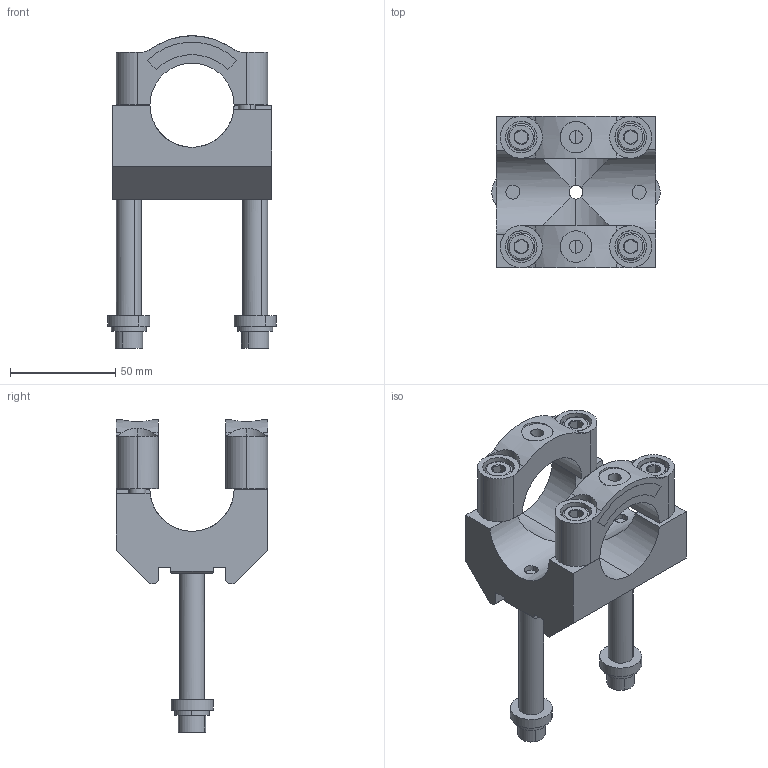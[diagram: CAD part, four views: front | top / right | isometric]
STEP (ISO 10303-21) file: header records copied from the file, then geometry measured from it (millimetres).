
FILE_DESCRIPTION(('CATIA V5 STEP Exchange','CAx-IF Rec.Pracs.--- Model Styling and Organization---1.4--- 2014-01-23'),'2;1');
FILE_NAME('TOS_040_SET_457660_01.stp','2021-06-08T10:44:10+00:00',('none'),('none'),'CATIA Version 5-6 Release 2018 SP3 HF13','CATIA V5 STEP AP214','none');
FILE_SCHEMA(('AUTOMOTIVE_DESIGN { 1 0 10303 214 1 1 1 1 }'));
Length unit declared in the file: millimetre
Products named in the file (1): TOS_040_SET_457660_01
Bounding box: 80 x 72 x 148.5 mm (x, y, z)
Volume: 201592.9 mm3; surface area: 60018.2 mm2
Topology: 1 solids, 5 shells, 332 faces, 834 edges, 548 vertices
Faces by surface type: cylinder 134, plane 122, cone 60, torus 16
Entity records: 10573 total; most frequent: CARTESIAN_POINT 3024, ORIENTED_EDGE 1652, DIRECTION 1257, EDGE_CURVE 826, AXIS2_PLACEMENT_3D 557, VERTEX_POINT 548, VECTOR 414, LINE 414
